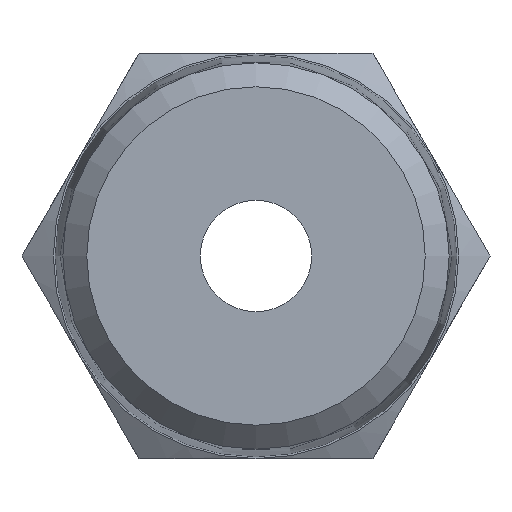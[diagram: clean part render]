
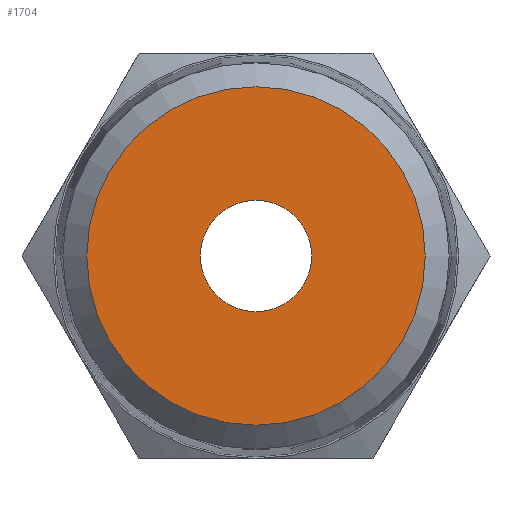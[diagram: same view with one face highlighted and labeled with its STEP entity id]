
A CAD part, front view. The second image highlights one B-rep face of the part: STEP entity #1704.
In plain terms, the highlighted planar face has unit normal (0, -1, 0).
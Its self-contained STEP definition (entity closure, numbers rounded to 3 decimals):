
#1670=CARTESIAN_POINT('',(-2.4,0.,0.0));
#1671=VERTEX_POINT('',#1670);
#1672=CARTESIAN_POINT('',(0.,0.,0.0));
#1673=DIRECTION('',(0.0,1.0,0.0));
#1674=DIRECTION('',(-1.0,0.0,0.0));
#1675=AXIS2_PLACEMENT_3D('',#1672,#1673,#1674);
#1676=CIRCLE('',#1675,2.4);
#1677=EDGE_CURVE('',#1671,#1671,#1676,.T.);
#1685=CARTESIAN_POINT('',(-4.845,0.,0.0));
#1686=DIRECTION('',(0.0,-1.0,0.0));
#1687=DIRECTION('',(0.0,0.0,-1.0));
#1688=AXIS2_PLACEMENT_3D('',#1685,#1686,#1687);
#1689=PLANE('',#1688);
#1690=CARTESIAN_POINT('',(-7.291,0.,0.0));
#1691=VERTEX_POINT('',#1690);
#1692=CARTESIAN_POINT('',(0.,0.,0.0));
#1693=DIRECTION('',(0.0,1.0,0.0));
#1694=DIRECTION('',(-1.0,0.0,0.0));
#1695=AXIS2_PLACEMENT_3D('',#1692,#1693,#1694);
#1696=CIRCLE('',#1695,7.291);
#1697=EDGE_CURVE('',#1691,#1691,#1696,.T.);
#1698=ORIENTED_EDGE('',*,*,#1697,.F.);
#1699=EDGE_LOOP('',(#1698));
#1700=FACE_OUTER_BOUND('',#1699,.T.);
#1701=ORIENTED_EDGE('',*,*,#1677,.T.);
#1702=EDGE_LOOP('',(#1701));
#1703=FACE_BOUND('',#1702,.T.);
#1704=ADVANCED_FACE('',(#1700,#1703),#1689,.T.);
